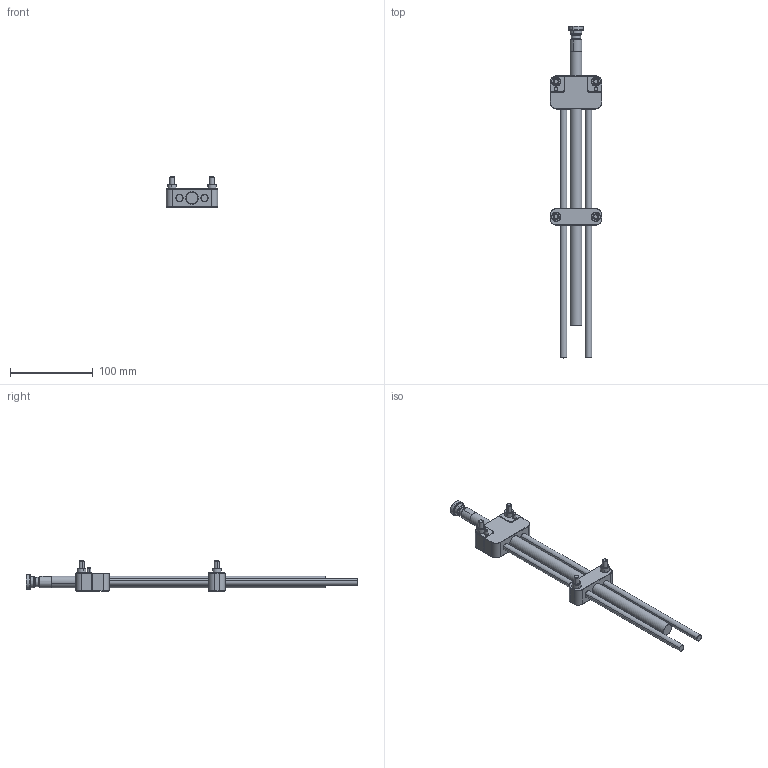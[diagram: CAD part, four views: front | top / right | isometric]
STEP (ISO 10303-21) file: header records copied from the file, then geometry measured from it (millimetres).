
FILE_DESCRIPTION (( 'STEP AP214' ), '1' );
FILE_NAME ('EZ140608.STEP', '2022-12-01T10:18:37', ( '' ), ( '' ), 'SwSTEP 2.0', 'SolidWorks 2021', '' );
FILE_SCHEMA (( 'AUTOMOTIVE_DESIGN' ));
Length unit declared in the file: millimetre
Products named in the file (19): EZ140608-J_Predeterminado; ZBS16_Predeterminado; 3MUELLE-EX14_comprimida; 1DIN912630_DIN 912 M6 x 30 --- 30C; 1DIN913830_M8 x 30; EX140600-D_Predeterminado; EX140600-F_Predeterminado; 1DIN6325414_Parallel Pin ISO 8734 - 4 x 14 - A - St; 3CASQ-EX14_Predeterminado; 3CASQ-EZ14_Predeterminado; EX140600-B_Predeterminado; IMANØ3X2_Predeterminado; EX140600-H_Predeterminado; EZ140608-I_Predeterminado; EZ140608; EZ140608-A_Predeterminado; EX140600-E_Predeterminado; EX140600-C_Predeterminado; 1BOLA-D3_Predeterminado
Assembly tree (33 placements, depth 2):
  EZ140608
    EZ140608-A_Predeterminado
    EX140600-B_Predeterminado
    EX140600-C_Predeterminado
    EX140600-D_Predeterminado  x2
    EX140600-E_Predeterminado
    EX140600-F_Predeterminado  x2
    EX140600-H_Predeterminado
    EZ140608-I_Predeterminado
    EZ140608-J_Predeterminado  x2
    IMANØ3X2_Predeterminado  x2
    3CASQ-EX14_Predeterminado  x2
    3CASQ-EZ14_Predeterminado  x2
    1BOLA-D3_Predeterminado  x2
    ZBS16_Predeterminado  x4
    1DIN912630_DIN 912 M6 x 30 --- 30C  x4
    1DIN6325414_Parallel Pin ISO 8734 - 4 x 14 - A - St  x2
    1DIN913830_M8 x 30
    3MUELLE-EX14_comprimida  x2
Bounding box: 62 x 400 x 36.5 mm (x, y, z)
Volume: 153414.6 mm3; surface area: 73596 mm2
Topology: 37 solids, 37 shells, 976 faces, 2143 edges, 1249 vertices
Faces by surface type: plane 337, cylinder 255, cone 252, torus 104, sphere 20, bspline 8
Entity records: 23699 total; most frequent: CARTESIAN_POINT 7998, DIRECTION 3303, ORIENTED_EDGE 2870, EDGE_CURVE 1435, AXIS2_PLACEMENT_3D 1289, VERTEX_POINT 846, VECTOR 725, LINE 725
